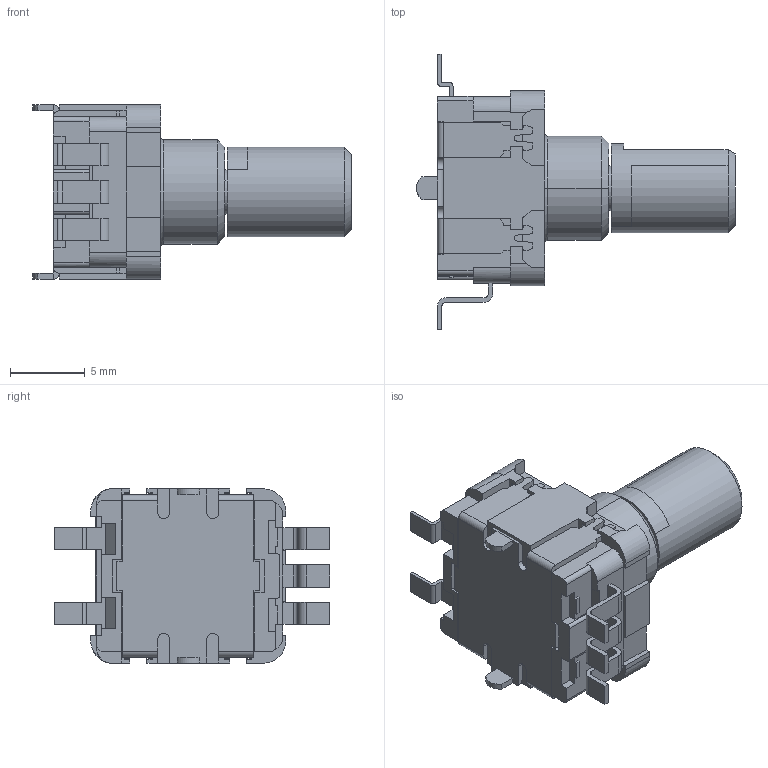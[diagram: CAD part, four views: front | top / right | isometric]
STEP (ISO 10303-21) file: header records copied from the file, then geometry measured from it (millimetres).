
FILE_DESCRIPTION((''),'2;1');
FILE_NAME('PRS11S-N230F-XXXXX','2014-08-27T',('RICKB'),('Bourns, Inc.'),'PRO/ENGINEER BY PARAMETRIC TECHNOLOGY CORPORATION, 2012230','PRO/ENGINEER BY PARAMETRIC TECHNOLOGY CORPORATION, 2012230','');
FILE_SCHEMA(('CONFIG_CONTROL_DESIGN'));
Length unit declared in the file: millimetre
Products named in the file (1): PRS11S-N230F-XXXXX
Bounding box: 21.4 x 18.5 x 11.7 mm (x, y, z)
Volume: 1321.8 mm3; surface area: 1267.8 mm2
Topology: 1 solids, 36 shells, 673 faces, 1774 edges, 1155 vertices
Faces by surface type: plane 484, cylinder 157, cone 27, torus 5
Entity records: 20764 total; most frequent: CARTESIAN_POINT 4135, ORIENTED_EDGE 3524, DIRECTION 3301, EDGE_CURVE 1762, VECTOR 1335, LINE 1335, VERTEX_POINT 1152, AXIS2_PLACEMENT_3D 983
